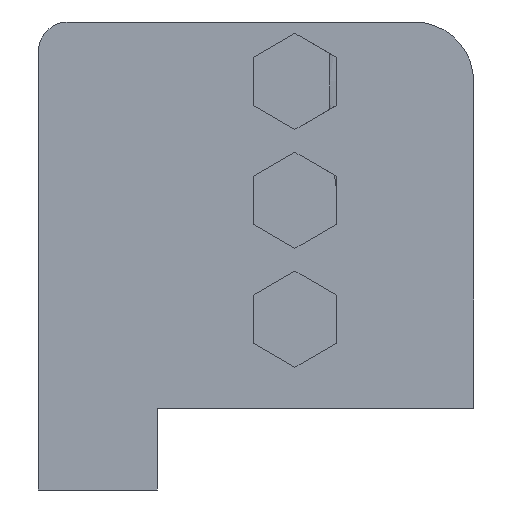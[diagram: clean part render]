
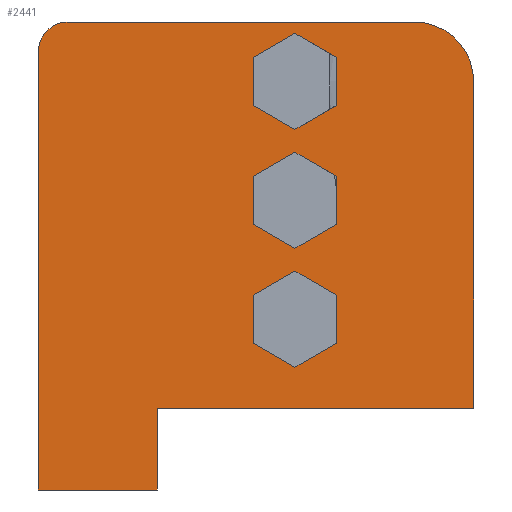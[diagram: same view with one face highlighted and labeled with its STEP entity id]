
A CAD part, left-side view. The second image highlights one B-rep face of the part: STEP entity #2441.
In plain terms, the highlighted planar face has unit normal (-1, 0, 0).
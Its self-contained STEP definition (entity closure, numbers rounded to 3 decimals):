
#34=FACE_BOUND('',#276,.T.);
#35=FACE_BOUND('',#277,.T.);
#36=FACE_BOUND('',#278,.T.);
#59=PLANE('',#2620);
#148=FACE_OUTER_BOUND('',#275,.T.);
#275=EDGE_LOOP('',(#1773,#1774,#1775,#1776,#1777,#1778,#1779,#1780));
#276=EDGE_LOOP('',(#1781,#1782,#1783,#1784,#1785,#1786));
#277=EDGE_LOOP('',(#1787,#1788,#1789,#1790,#1791,#1792));
#278=EDGE_LOOP('',(#1793,#1794,#1795,#1796,#1797,#1798));
#434=CIRCLE('',#2604,4.);
#438=CIRCLE('',#2619,2.);
#533=LINE('',#3707,#782);
#543=LINE('',#3736,#792);
#546=LINE('',#3742,#795);
#555=LINE('',#3803,#804);
#562=LINE('',#3822,#811);
#563=LINE('',#3823,#812);
#564=LINE('',#3826,#813);
#565=LINE('',#3828,#814);
#566=LINE('',#3830,#815);
#567=LINE('',#3832,#816);
#568=LINE('',#3834,#817);
#569=LINE('',#3835,#818);
#570=LINE('',#3838,#819);
#571=LINE('',#3840,#820);
#572=LINE('',#3842,#821);
#573=LINE('',#3844,#822);
#574=LINE('',#3846,#823);
#575=LINE('',#3847,#824);
#576=LINE('',#3850,#825);
#577=LINE('',#3852,#826);
#578=LINE('',#3854,#827);
#579=LINE('',#3856,#828);
#580=LINE('',#3858,#829);
#581=LINE('',#3859,#830);
#782=VECTOR('',#2888,10.);
#792=VECTOR('',#2916,10.);
#795=VECTOR('',#2921,10.);
#804=VECTOR('',#2954,10.);
#811=VECTOR('',#2975,10.);
#812=VECTOR('',#2976,10.);
#813=VECTOR('',#2977,10.);
#814=VECTOR('',#2978,10.);
#815=VECTOR('',#2979,10.);
#816=VECTOR('',#2980,10.);
#817=VECTOR('',#2981,10.);
#818=VECTOR('',#2982,10.);
#819=VECTOR('',#2983,10.);
#820=VECTOR('',#2984,10.);
#821=VECTOR('',#2985,10.);
#822=VECTOR('',#2986,10.);
#823=VECTOR('',#2987,10.);
#824=VECTOR('',#2988,10.);
#825=VECTOR('',#2989,10.);
#826=VECTOR('',#2990,10.);
#827=VECTOR('',#2991,10.);
#828=VECTOR('',#2992,10.);
#829=VECTOR('',#2993,10.);
#830=VECTOR('',#2994,10.);
#1050=VERTEX_POINT('',#3704);
#1051=VERTEX_POINT('',#3706);
#1061=VERTEX_POINT('',#3734);
#1063=VERTEX_POINT('',#3740);
#1065=VERTEX_POINT('',#3746);
#1066=VERTEX_POINT('',#3747);
#1079=VERTEX_POINT('',#3801);
#1084=VERTEX_POINT('',#3818);
#1085=VERTEX_POINT('',#3824);
#1086=VERTEX_POINT('',#3825);
#1087=VERTEX_POINT('',#3827);
#1088=VERTEX_POINT('',#3829);
#1089=VERTEX_POINT('',#3831);
#1090=VERTEX_POINT('',#3833);
#1091=VERTEX_POINT('',#3836);
#1092=VERTEX_POINT('',#3837);
#1093=VERTEX_POINT('',#3839);
#1094=VERTEX_POINT('',#3841);
#1095=VERTEX_POINT('',#3843);
#1096=VERTEX_POINT('',#3845);
#1097=VERTEX_POINT('',#3848);
#1098=VERTEX_POINT('',#3849);
#1099=VERTEX_POINT('',#3851);
#1100=VERTEX_POINT('',#3853);
#1101=VERTEX_POINT('',#3855);
#1102=VERTEX_POINT('',#3857);
#1307=EDGE_CURVE('',#1051,#1050,#533,.T.);
#1324=EDGE_CURVE('',#1050,#1061,#543,.T.);
#1327=EDGE_CURVE('',#1061,#1063,#546,.T.);
#1329=EDGE_CURVE('',#1065,#1066,#434,.T.);
#1347=EDGE_CURVE('',#1065,#1079,#555,.T.);
#1356=EDGE_CURVE('',#1084,#1079,#438,.T.);
#1357=EDGE_CURVE('',#1051,#1084,#562,.T.);
#1358=EDGE_CURVE('',#1066,#1063,#563,.T.);
#1359=EDGE_CURVE('',#1085,#1086,#564,.T.);
#1360=EDGE_CURVE('',#1086,#1087,#565,.T.);
#1361=EDGE_CURVE('',#1087,#1088,#566,.T.);
#1362=EDGE_CURVE('',#1088,#1089,#567,.T.);
#1363=EDGE_CURVE('',#1089,#1090,#568,.T.);
#1364=EDGE_CURVE('',#1090,#1085,#569,.T.);
#1365=EDGE_CURVE('',#1091,#1092,#570,.T.);
#1366=EDGE_CURVE('',#1092,#1093,#571,.T.);
#1367=EDGE_CURVE('',#1093,#1094,#572,.T.);
#1368=EDGE_CURVE('',#1094,#1095,#573,.T.);
#1369=EDGE_CURVE('',#1095,#1096,#574,.T.);
#1370=EDGE_CURVE('',#1096,#1091,#575,.T.);
#1371=EDGE_CURVE('',#1097,#1098,#576,.T.);
#1372=EDGE_CURVE('',#1098,#1099,#577,.T.);
#1373=EDGE_CURVE('',#1099,#1100,#578,.T.);
#1374=EDGE_CURVE('',#1100,#1101,#579,.T.);
#1375=EDGE_CURVE('',#1101,#1102,#580,.T.);
#1376=EDGE_CURVE('',#1102,#1097,#581,.T.);
#1773=ORIENTED_EDGE('',*,*,#1329,.F.);
#1774=ORIENTED_EDGE('',*,*,#1347,.T.);
#1775=ORIENTED_EDGE('',*,*,#1356,.F.);
#1776=ORIENTED_EDGE('',*,*,#1357,.F.);
#1777=ORIENTED_EDGE('',*,*,#1307,.T.);
#1778=ORIENTED_EDGE('',*,*,#1324,.T.);
#1779=ORIENTED_EDGE('',*,*,#1327,.T.);
#1780=ORIENTED_EDGE('',*,*,#1358,.F.);
#1781=ORIENTED_EDGE('',*,*,#1359,.T.);
#1782=ORIENTED_EDGE('',*,*,#1360,.T.);
#1783=ORIENTED_EDGE('',*,*,#1361,.T.);
#1784=ORIENTED_EDGE('',*,*,#1362,.T.);
#1785=ORIENTED_EDGE('',*,*,#1363,.T.);
#1786=ORIENTED_EDGE('',*,*,#1364,.T.);
#1787=ORIENTED_EDGE('',*,*,#1365,.T.);
#1788=ORIENTED_EDGE('',*,*,#1366,.T.);
#1789=ORIENTED_EDGE('',*,*,#1367,.T.);
#1790=ORIENTED_EDGE('',*,*,#1368,.T.);
#1791=ORIENTED_EDGE('',*,*,#1369,.T.);
#1792=ORIENTED_EDGE('',*,*,#1370,.T.);
#1793=ORIENTED_EDGE('',*,*,#1371,.T.);
#1794=ORIENTED_EDGE('',*,*,#1372,.T.);
#1795=ORIENTED_EDGE('',*,*,#1373,.T.);
#1796=ORIENTED_EDGE('',*,*,#1374,.T.);
#1797=ORIENTED_EDGE('',*,*,#1375,.T.);
#1798=ORIENTED_EDGE('',*,*,#1376,.T.);
#2441=ADVANCED_FACE('',(#148,#34,#35,#36),#59,.T.);
#2604=AXIS2_PLACEMENT_3D('',#3748,#2926,#2927);
#2619=AXIS2_PLACEMENT_3D('',#3820,#2971,#2972);
#2620=AXIS2_PLACEMENT_3D('',#3821,#2973,#2974);
#2888=DIRECTION('',(0.,-1.,0.));
#2916=DIRECTION('',(0.,0.,1.));
#2921=DIRECTION('',(0.,-1.,0.));
#2926=DIRECTION('center_axis',(1.,0.,0.));
#2927=DIRECTION('ref_axis',(0.,-0.707,0.707));
#2954=DIRECTION('',(0.,1.,0.));
#2971=DIRECTION('center_axis',(1.,0.,0.));
#2972=DIRECTION('ref_axis',(0.,0.707,0.707));
#2973=DIRECTION('center_axis',(-1.,0.,0.));
#2974=DIRECTION('ref_axis',(0.,-1.,0.));
#2975=DIRECTION('',(0.,0.,1.));
#2976=DIRECTION('',(0.,0.,-1.));
#2977=DIRECTION('',(0.,-0.866,-0.5));
#2978=DIRECTION('',(0.,0.,-1.));
#2979=DIRECTION('',(0.,0.866,-0.5));
#2980=DIRECTION('',(0.,0.866,0.5));
#2981=DIRECTION('',(0.,0.,1.));
#2982=DIRECTION('',(0.,-0.866,0.5));
#2983=DIRECTION('',(0.,-0.866,-0.5));
#2984=DIRECTION('',(0.,0.,-1.));
#2985=DIRECTION('',(0.,0.866,-0.5));
#2986=DIRECTION('',(0.,0.866,0.5));
#2987=DIRECTION('',(0.,0.,1.));
#2988=DIRECTION('',(0.,-0.866,0.5));
#2989=DIRECTION('',(0.,-0.866,-0.5));
#2990=DIRECTION('',(0.,0.,-1.));
#2991=DIRECTION('',(0.,0.866,-0.5));
#2992=DIRECTION('',(0.,0.866,0.5));
#2993=DIRECTION('',(0.,0.,1.));
#2994=DIRECTION('',(0.,-0.866,0.5));
#3704=CARTESIAN_POINT('',(-22.,8.3,19.5));
#3706=CARTESIAN_POINT('',(-22.,16.3,19.5));
#3707=CARTESIAN_POINT('',(-22.,16.3,19.5));
#3734=CARTESIAN_POINT('',(-22.,8.3,25.));
#3736=CARTESIAN_POINT('',(-22.,8.3,19.5));
#3740=CARTESIAN_POINT('',(-22.,-13.,25.));
#3742=CARTESIAN_POINT('',(-22.,5.15,25.));
#3746=CARTESIAN_POINT('',(-22.,-9.,51.));
#3747=CARTESIAN_POINT('',(-22.,-13.,47.));
#3748=CARTESIAN_POINT('Origin',(-22.,-9.,47.));
#3801=CARTESIAN_POINT('',(-22.,14.3,51.));
#3803=CARTESIAN_POINT('',(-22.,16.725,51.));
#3818=CARTESIAN_POINT('',(-22.,16.3,49.));
#3820=CARTESIAN_POINT('Origin',(-22.,14.3,49.));
#3821=CARTESIAN_POINT('Origin',(-22.,16.3,19.5));
#3822=CARTESIAN_POINT('',(-22.,16.3,43.));
#3823=CARTESIAN_POINT('',(-22.,-13.,25.));
#3824=CARTESIAN_POINT('',(-22.,-0.972,42.233));
#3825=CARTESIAN_POINT('',(-22.,-3.772,40.617));
#3826=CARTESIAN_POINT('',(-22.,0.583,43.131));
#3827=CARTESIAN_POINT('',(-22.,-3.772,37.383));
#3828=CARTESIAN_POINT('',(-22.,-3.772,30.058));
#3829=CARTESIAN_POINT('',(-22.,-0.972,35.767));
#3830=CARTESIAN_POINT('',(-22.,7.627,30.802));
#3831=CARTESIAN_POINT('',(-22.,1.828,37.383));
#3832=CARTESIAN_POINT('',(-22.,1.983,37.473));
#3833=CARTESIAN_POINT('',(-22.,1.828,40.617));
#3834=CARTESIAN_POINT('',(-22.,1.828,28.442));
#3835=CARTESIAN_POINT('',(-22.,11.827,34.844));
#3836=CARTESIAN_POINT('',(-22.,-0.972,34.233));
#3837=CARTESIAN_POINT('',(-22.,-3.772,32.617));
#3838=CARTESIAN_POINT('',(-22.,2.315,36.131));
#3839=CARTESIAN_POINT('',(-22.,-3.772,29.383));
#3840=CARTESIAN_POINT('',(-22.,-3.772,26.058));
#3841=CARTESIAN_POINT('',(-22.,-0.972,27.767));
#3842=CARTESIAN_POINT('',(-22.,5.895,23.802));
#3843=CARTESIAN_POINT('',(-22.,1.828,29.383));
#3844=CARTESIAN_POINT('',(-22.,3.715,30.473));
#3845=CARTESIAN_POINT('',(-22.,1.828,32.617));
#3846=CARTESIAN_POINT('',(-22.,1.828,24.442));
#3847=CARTESIAN_POINT('',(-22.,10.095,27.844));
#3848=CARTESIAN_POINT('',(-22.,-0.972,50.233));
#3849=CARTESIAN_POINT('',(-22.,-3.772,48.617));
#3850=CARTESIAN_POINT('',(-22.,-1.149,50.131));
#3851=CARTESIAN_POINT('',(-22.,-3.772,45.383));
#3852=CARTESIAN_POINT('',(-22.,-3.772,34.058));
#3853=CARTESIAN_POINT('',(-22.,-0.972,43.767));
#3854=CARTESIAN_POINT('',(-22.,9.359,37.802));
#3855=CARTESIAN_POINT('',(-22.,1.828,45.383));
#3856=CARTESIAN_POINT('',(-22.,0.251,44.473));
#3857=CARTESIAN_POINT('',(-22.,1.828,48.617));
#3858=CARTESIAN_POINT('',(-22.,1.828,32.442));
#3859=CARTESIAN_POINT('',(-22.,13.559,41.844));
